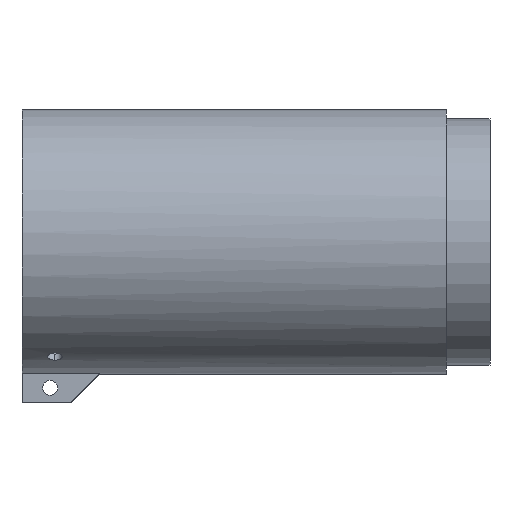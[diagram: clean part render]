
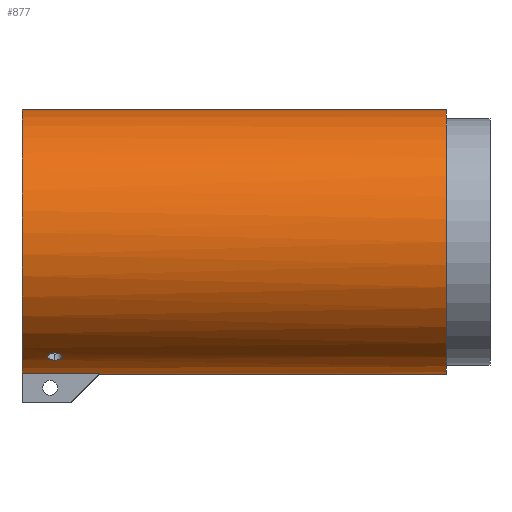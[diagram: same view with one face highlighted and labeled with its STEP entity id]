
A CAD part, left-side view. The second image highlights one B-rep face of the part: STEP entity #877.
In plain terms, the highlighted cylindrical face has radius 28.25 mm (diameter 56.5 mm), a partial arc.
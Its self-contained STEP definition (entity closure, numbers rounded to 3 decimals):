
#7 = VECTOR ( 'NONE', #1228, 1000. ) ;
#31 = CARTESIAN_POINT ( 'NONE',  ( -12.806, 92.397, -25.181 ) ) ;
#42 = CARTESIAN_POINT ( 'NONE',  ( -15.446, 93.005, -23.653 ) ) ;
#47 = CARTESIAN_POINT ( 'NONE',  ( -15.405, 92.399, -23.68 ) ) ;
#54 = CARTESIAN_POINT ( 'NONE',  ( -13.229, 91.631, -24.961 ) ) ;
#111 = LINE ( 'NONE', #1335, #7 ) ;
#141 = CARTESIAN_POINT ( 'NONE',  ( 0., 9.3, 0. ) ) ;
#151 = CARTESIAN_POINT ( 'NONE',  ( -14.301, 94.35, -24.364 ) ) ;
#178 = EDGE_CURVE ( 'NONE', #1224, #911, #886, .T. ) ;
#208 = DIRECTION ( 'NONE',  ( 0., 0., 1. ) ) ;
#216 = CARTESIAN_POINT ( 'NONE',  ( 0., 99.8, 0. ) ) ;
#232 = CARTESIAN_POINT ( 'NONE',  ( 0., 9.3, 28.25 ) ) ;
#238 = CARTESIAN_POINT ( 'NONE',  ( 0., 99.8, 28.25 ) ) ;
#252 = CARTESIAN_POINT ( 'NONE',  ( -13.526, 91.407, -24.801 ) ) ;
#258 = DIRECTION ( 'NONE',  ( 0., 1., 0. ) ) ;
#271 = CARTESIAN_POINT ( 'NONE',  ( -13.691, 91.329, -24.711 ) ) ;
#280 = CARTESIAN_POINT ( 'NONE',  ( -15.184, 93.754, -23.823 ) ) ;
#326 = EDGE_LOOP ( 'NONE', ( #822, #403, #1396, #923, #401, #639 ) ) ;
#329 = EDGE_CURVE ( 'NONE', #501, #1114, #1156, .T. ) ;
#360 = CARTESIAN_POINT ( 'NONE',  ( -14.038, 91.25, -24.516 ) ) ;
#366 = CARTESIAN_POINT ( 'NONE',  ( -14.715, 94.193, -24.115 ) ) ;
#370 = CARTESIAN_POINT ( 'NONE',  ( -15.438, 92.597, -23.659 ) ) ;
#375 = CARTESIAN_POINT ( 'NONE',  ( -12.761, 92.699, -25.203 ) ) ;
#401 = ORIENTED_EDGE ( 'NONE', *, *, #329, .T. ) ;
#403 = ORIENTED_EDGE ( 'NONE', *, *, #178, .F. ) ;
#415 = AXIS2_PLACEMENT_3D ( 'NONE', #669, #883, #208 ) ;
#469 = CARTESIAN_POINT ( 'NONE',  ( -13.447, 91.455, -24.845 ) ) ;
#479 = CARTESIAN_POINT ( 'NONE',  ( -12.77, 92.596, -25.199 ) ) ;
#485 = ORIENTED_EDGE ( 'NONE', *, *, #841, .T. ) ;
#487 = CARTESIAN_POINT ( 'NONE',  ( 0., 9.3, -28.25 ) ) ;
#498 = CARTESIAN_POINT ( 'NONE',  ( -15.446, 92.8, -23.653 ) ) ;
#501 = VERTEX_POINT ( 'NONE', #1398 ) ;
#535 = VERTEX_POINT ( 'NONE', #631 ) ;
#562 = VECTOR ( 'NONE', #781, 1000. ) ;
#575 = CARTESIAN_POINT ( 'NONE',  ( -14.795, 91.445, -24.066 ) ) ;
#581 = CARTESIAN_POINT ( 'NONE',  ( -12.832, 92.301, -25.168 ) ) ;
#588 = CARTESIAN_POINT ( 'NONE',  ( -13.228, 93.967, -24.962 ) ) ;
#592 = CARTESIAN_POINT ( 'NONE',  ( -13.775, 91.3, -24.664 ) ) ;
#629 = LINE ( 'NONE', #487, #1309 ) ;
#631 = CARTESIAN_POINT ( 'NONE',  ( 0., 83.3, -28.25 ) ) ;
#639 = ORIENTED_EDGE ( 'NONE', *, *, #692, .T. ) ;
#641 = EDGE_LOOP ( 'NONE', ( #485, #1057 ) ) ;
#669 = CARTESIAN_POINT ( 'NONE',  ( 0., 83.3, 0. ) ) ;
#681 = AXIS2_PLACEMENT_3D ( 'NONE', #141, #1038, #1021 ) ;
#690 = CARTESIAN_POINT ( 'NONE',  ( -13.037, 91.848, -25.062 ) ) ;
#692 = EDGE_CURVE ( 'NONE', #1114, #535, #1284, .T. ) ;
#698 = CARTESIAN_POINT ( 'NONE',  ( -14.942, 91.561, -23.975 ) ) ;
#700 = CARTESIAN_POINT ( 'NONE',  ( -15.281, 93.581, -23.76 ) ) ;
#709 = CARTESIAN_POINT ( 'NONE',  ( -13.689, 94.27, -24.712 ) ) ;
#714 = CARTESIAN_POINT ( 'NONE',  ( -14.301, 91.25, -24.364 ) ) ;
#715 = CARTESIAN_POINT ( 'NONE',  ( -13.298, 94.032, -24.924 ) ) ;
#720 = CARTESIAN_POINT ( 'NONE',  ( -13.038, 93.752, -25.062 ) ) ;
#722 = CARTESIAN_POINT ( 'NONE',  ( -14.935, 94.034, -23.98 ) ) ;
#780 = CARTESIAN_POINT ( 'NONE',  ( -4., 83.3, -27.965 ) ) ;
#781 = DIRECTION ( 'NONE',  ( 0., -1., 0. ) ) ;
#791 = CARTESIAN_POINT ( 'NONE',  ( -12.761, 92.8, -25.203 ) ) ;
#803 = CARTESIAN_POINT ( 'NONE',  ( -15.274, 92.024, -23.765 ) ) ;
#812 = CARTESIAN_POINT ( 'NONE',  ( -13.447, 94.145, -24.845 ) ) ;
#822 = ORIENTED_EDGE ( 'NONE', *, *, #884, .F. ) ;
#841 = EDGE_CURVE ( 'NONE', #1380, #988, #1147, .T. ) ;
#877 = ADVANCED_FACE ( 'NONE', ( #1010, #1255 ), #1070, .T. ) ;
#883 = DIRECTION ( 'NONE',  ( 0., -1., 0. ) ) ;
#884 = EDGE_CURVE ( 'NONE', #911, #535, #629, .T. ) ;
#886 = CIRCLE ( 'NONE', #681, 28.25 ) ;
#904 = AXIS2_PLACEMENT_3D ( 'NONE', #216, #987, #1211 ) ;
#908 = CARTESIAN_POINT ( 'NONE',  ( 0., 9.3, 0. ) ) ;
#911 = VERTEX_POINT ( 'NONE', #931 ) ;
#921 = CARTESIAN_POINT ( 'NONE',  ( -12.798, 93.206, -25.185 ) ) ;
#923 = ORIENTED_EDGE ( 'NONE', *, *, #1325, .F. ) ;
#927 = CARTESIAN_POINT ( 'NONE',  ( -15.446, 92.698, -23.653 ) ) ;
#928 = CARTESIAN_POINT ( 'NONE',  ( -12.761, 92.8, -25.203 ) ) ;
#931 = CARTESIAN_POINT ( 'NONE',  ( 0., 9.3, -28.25 ) ) ;
#932 = CARTESIAN_POINT ( 'NONE',  ( -15.412, 93.208, -23.676 ) ) ;
#983 = EDGE_CURVE ( 'NONE', #988, #1380, #1261, .T. ) ;
#987 = DIRECTION ( 'NONE',  ( 0., 1., 0. ) ) ;
#988 = VERTEX_POINT ( 'NONE', #928 ) ;
#1010 = FACE_OUTER_BOUND ( 'NONE', #326, .T. ) ;
#1020 = CARTESIAN_POINT ( 'NONE',  ( -15.38, 92.3, -23.697 ) ) ;
#1021 = DIRECTION ( 'NONE',  ( 0., 0., -1. ) ) ;
#1024 = DIRECTION ( 'NONE',  ( 0., 0., 1. ) ) ;
#1026 = CARTESIAN_POINT ( 'NONE',  ( -12.935, 93.579, -25.115 ) ) ;
#1033 = CARTESIAN_POINT ( 'NONE',  ( -15.446, 92.8, -23.653 ) ) ;
#1037 = CARTESIAN_POINT ( 'NONE',  ( -13.775, 94.3, -24.664 ) ) ;
#1038 = DIRECTION ( 'NONE',  ( 0., -1., 0. ) ) ;
#1042 = CARTESIAN_POINT ( 'NONE',  ( -13.299, 91.567, -24.924 ) ) ;
#1050 = CARTESIAN_POINT ( 'NONE',  ( -14.035, 94.35, -24.517 ) ) ;
#1057 = ORIENTED_EDGE ( 'NONE', *, *, #983, .T. ) ;
#1070 = CYLINDRICAL_SURFACE ( 'NONE', #1248, 28.25 ) ;
#1114 = VERTEX_POINT ( 'NONE', #780 ) ;
#1125 = DIRECTION ( 'NONE',  ( 0., 1., 0. ) ) ;
#1130 = CARTESIAN_POINT ( 'NONE',  ( -13.949, 91.26, -24.566 ) ) ;
#1134 = CARTESIAN_POINT ( 'NONE',  ( -14.476, 91.291, -24.26 ) ) ;
#1135 = CARTESIAN_POINT ( 'NONE',  ( -12.761, 92.8, -25.203 ) ) ;
#1141 = CARTESIAN_POINT ( 'NONE',  ( -15.314, 92.113, -23.739 ) ) ;
#1147 = B_SPLINE_CURVE_WITH_KNOTS ( 'NONE', 3,
 ( #1033, #927, #370, #47, #1020, #1141, #803, #1235, #1347, #698, #575, #1134, #714, #360, #1130, #592, #271, #252, #469, #1042, #54, #690, #1241, #581, #31, #479, #375, #791 ),
 .UNSPECIFIED., .F., .F.,
 ( 4, 2, 2, 2, 2, 2, 2, 2, 2, 2, 2, 2, 2, 4 ),
 ( 0., 0., 0.001, 0.001, 0.001, 0.002, 0.002, 0.003, 0.003, 0.003, 0.004, 0.004, 0.005, 0.005 ),
 .UNSPECIFIED. ) ;
#1149 = CARTESIAN_POINT ( 'NONE',  ( -14.791, 94.146, -24.068 ) ) ;
#1156 = LINE ( 'NONE', #1330, #562 ) ;
#1185 = CIRCLE ( 'NONE', #904, 28.25 ) ;
#1211 = DIRECTION ( 'NONE',  ( 0., 0., 1. ) ) ;
#1224 = VERTEX_POINT ( 'NONE', #232 ) ;
#1228 = DIRECTION ( 'NONE',  ( 0., 1., 0. ) ) ;
#1234 = CARTESIAN_POINT ( 'NONE',  ( -15.446, 92.8, -23.653 ) ) ;
#1235 = CARTESIAN_POINT ( 'NONE',  ( -15.179, 91.855, -23.826 ) ) ;
#1241 = CARTESIAN_POINT ( 'NONE',  ( -12.936, 92.019, -25.114 ) ) ;
#1248 = AXIS2_PLACEMENT_3D ( 'NONE', #908, #258, #1024 ) ;
#1255 = FACE_BOUND ( 'NONE', #641, .T. ) ;
#1261 = B_SPLINE_CURVE_WITH_KNOTS ( 'NONE', 3,
 ( #1135, #1371, #921, #1026, #720, #588, #715, #812, #1360, #709, #1037, #1356, #1050, #151, #1366, #366, #1149, #722, #1262, #280, #700, #932, #42, #498 ),
 .UNSPECIFIED., .F., .F.,
 ( 4, 2, 2, 2, 2, 2, 2, 2, 2, 2, 2, 4 ),
 ( 0.005, 0.005, 0.006, 0.006, 0.007, 0.007, 0.007, 0.008, 0.008, 0.008, 0.009, 0.01 ),
 .UNSPECIFIED. ) ;
#1262 = CARTESIAN_POINT ( 'NONE',  ( -15.002, 93.968, -23.937 ) ) ;
#1266 = EDGE_CURVE ( 'NONE', #1224, #1362, #111, .T. ) ;
#1284 = CIRCLE ( 'NONE', #415, 28.25 ) ;
#1309 = VECTOR ( 'NONE', #1125, 1000. ) ;
#1325 = EDGE_CURVE ( 'NONE', #501, #1362, #1185, .T. ) ;
#1330 = CARTESIAN_POINT ( 'NONE',  ( -4., 99.8, -27.965 ) ) ;
#1335 = CARTESIAN_POINT ( 'NONE',  ( 0., 9.3, 28.25 ) ) ;
#1347 = CARTESIAN_POINT ( 'NONE',  ( -15.124, 91.775, -23.861 ) ) ;
#1356 = CARTESIAN_POINT ( 'NONE',  ( -13.948, 94.34, -24.567 ) ) ;
#1360 = CARTESIAN_POINT ( 'NONE',  ( -13.525, 94.193, -24.802 ) ) ;
#1362 = VERTEX_POINT ( 'NONE', #238 ) ;
#1366 = CARTESIAN_POINT ( 'NONE',  ( -14.474, 94.31, -24.261 ) ) ;
#1371 = CARTESIAN_POINT ( 'NONE',  ( -12.761, 93.002, -25.203 ) ) ;
#1380 = VERTEX_POINT ( 'NONE', #1234 ) ;
#1396 = ORIENTED_EDGE ( 'NONE', *, *, #1266, .T. ) ;
#1398 = CARTESIAN_POINT ( 'NONE',  ( -4., 99.8, -27.965 ) ) ;
